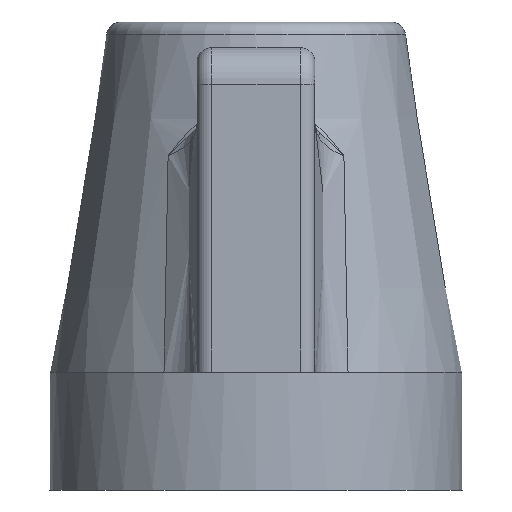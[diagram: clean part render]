
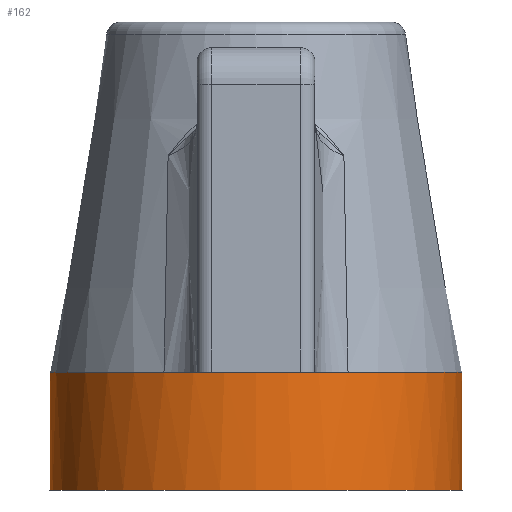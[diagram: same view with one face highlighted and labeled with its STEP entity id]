
A CAD part, left-side view. The second image highlights one B-rep face of the part: STEP entity #162.
In plain terms, the highlighted cylindrical face has radius 7 mm (diameter 14 mm), a full revolution.
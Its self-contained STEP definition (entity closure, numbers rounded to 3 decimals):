
#162 = ADVANCED_FACE( '', ( #338, #339 ), #340, .T. );
#338 = FACE_OUTER_BOUND( '', #1108, .T. );
#339 = FACE_OUTER_BOUND( '', #1109, .T. );
#340 = CYLINDRICAL_SURFACE( '', #1110, 7. );
#1108 = EDGE_LOOP( '', ( #1819, #1820, #1821, #1822 ) );
#1109 = EDGE_LOOP( '', ( #1823 ) );
#1110 = AXIS2_PLACEMENT_3D( '', #1824, #1825, #1826 );
#1819 = ORIENTED_EDGE( '', *, *, #2111, .F. );
#1820 = ORIENTED_EDGE( '', *, *, #2112, .F. );
#1821 = ORIENTED_EDGE( '', *, *, #2113, .F. );
#1822 = ORIENTED_EDGE( '', *, *, #2114, .F. );
#1823 = ORIENTED_EDGE( '', *, *, #2115, .T. );
#1824 = CARTESIAN_POINT( '', ( 0., 0., 15.87 ) );
#1825 = DIRECTION( '', ( 0., 0., -1. ) );
#1826 = DIRECTION( '', ( 1., 0., 0. ) );
#2111 = EDGE_CURVE( '', #2288, #2330, #2363, .T. );
#2112 = EDGE_CURVE( '', #2364, #2288, #2365, .T. );
#2113 = EDGE_CURVE( '', #2366, #2364, #2367, .T. );
#2114 = EDGE_CURVE( '', #2330, #2366, #2368, .T. );
#2115 = EDGE_CURVE( '', #2369, #2369, #2370, .T. );
#2288 = VERTEX_POINT( '', #2792 );
#2330 = VERTEX_POINT( '', #2945 );
#2363 = CIRCLE( '', #3066, 7. );
#2364 = VERTEX_POINT( '', #3067 );
#2365 = CIRCLE( '', #3068, 7. );
#2366 = VERTEX_POINT( '', #3069 );
#2367 = CIRCLE( '', #3070, 7. );
#2368 = CIRCLE( '', #3071, 7. );
#2369 = VERTEX_POINT( '', #3072 );
#2370 = CIRCLE( '', #3073, 7. );
#2792 = CARTESIAN_POINT( '', ( 6.266, 3.121, 4. ) );
#2945 = CARTESIAN_POINT( '', ( -6.266, 3.121, 4. ) );
#3066 = AXIS2_PLACEMENT_3D( '', #3490, #3491, #3492 );
#3067 = CARTESIAN_POINT( '', ( 6.266, -3.121, 4. ) );
#3068 = AXIS2_PLACEMENT_3D( '', #3493, #3494, #3495 );
#3069 = CARTESIAN_POINT( '', ( -6.266, -3.121, 4. ) );
#3070 = AXIS2_PLACEMENT_3D( '', #3496, #3497, #3498 );
#3071 = AXIS2_PLACEMENT_3D( '', #3499, #3500, #3501 );
#3072 = CARTESIAN_POINT( '', ( 7., 0., 0. ) );
#3073 = AXIS2_PLACEMENT_3D( '', #3502, #3503, #3504 );
#3490 = CARTESIAN_POINT( '', ( 0., 0., 4. ) );
#3491 = DIRECTION( '', ( 0., 0., 1. ) );
#3492 = DIRECTION( '', ( 1., 0., 0. ) );
#3493 = CARTESIAN_POINT( '', ( 0., 0., 4. ) );
#3494 = DIRECTION( '', ( 0., 0., 1. ) );
#3495 = DIRECTION( '', ( 1., 0., 0. ) );
#3496 = CARTESIAN_POINT( '', ( 0., 0., 4. ) );
#3497 = DIRECTION( '', ( 0., 0., 1. ) );
#3498 = DIRECTION( '', ( 1., 0., 0. ) );
#3499 = CARTESIAN_POINT( '', ( 0., 0., 4. ) );
#3500 = DIRECTION( '', ( 0., 0., 1. ) );
#3501 = DIRECTION( '', ( 1., 0., 0. ) );
#3502 = CARTESIAN_POINT( '', ( 0., 0., 0. ) );
#3503 = DIRECTION( '', ( 0., 0., 1. ) );
#3504 = DIRECTION( '', ( 1., 0., 0. ) );
